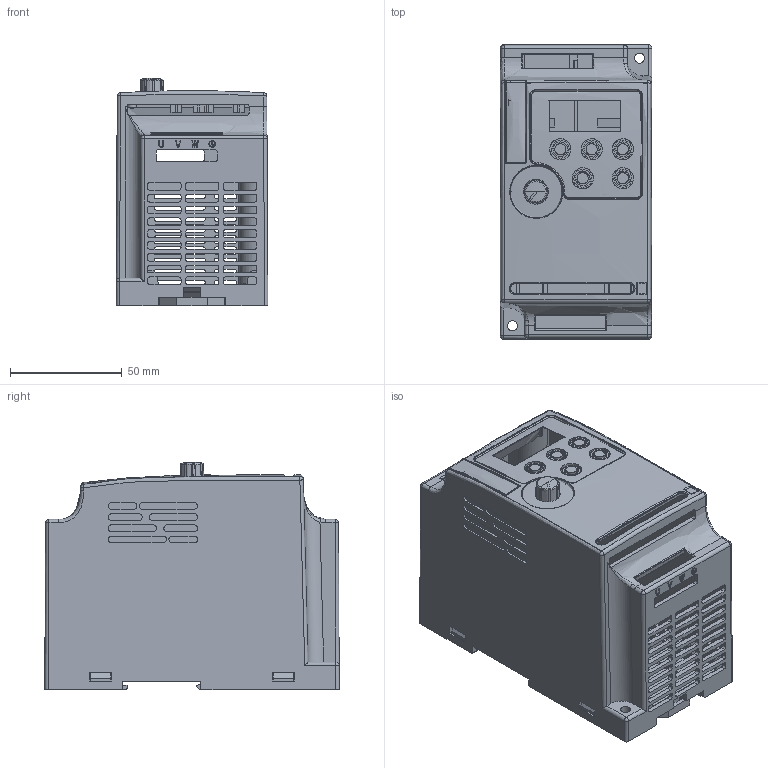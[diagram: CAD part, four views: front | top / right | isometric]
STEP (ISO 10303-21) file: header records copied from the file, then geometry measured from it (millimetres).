
FILE_DESCRIPTION((''),'2;1');
FILE_NAME('1_5KW_ASM','2016-11-03T',('PC-TR'),(''),'PRO/ENGINEER BY PARAMETRIC TECHNOLOGY CORPORATION, 2010280','PRO/ENGINEER BY PARAMETRIC TECHNOLOGY CORPORATION, 2010280','');
FILE_SCHEMA(('CONFIG_CONTROL_DESIGN'));
Products named in the file (7): S21SJ01_191; S21SJ02_164; S21SJ03_140; S21SJ04_58; S11SJ06_60; S21_ASM_166_ASM; 1_5KW_ASM
Assembly tree (6 placements, depth 3):
  1_5KW_ASM
    S21_ASM_166_ASM
      S21SJ01_191
      S21SJ02_164
      S21SJ03_140
      S21SJ04_58
      S11SJ06_60
Bounding box: 68.04 x 132.04 x 102.2 mm (x, y, z)
Surface area: 139554.6 mm2 (no closed solid volume)
Topology: 0 solids, 13 shells, 2046 faces, 5861 edges, 3883 vertices
Faces by surface type: plane 1366, cylinder 484, bspline 113, torus 35, cone 25, sphere 17, extrusion 6
Entity records: 77886 total; most frequent: CARTESIAN_POINT 26171, ORIENTED_EDGE 11611, DIRECTION 9116, EDGE_CURVE 5846, VECTOR 4098, LINE 4092, VERTEX_POINT 3883, AXIS2_PLACEMENT_3D 2509
